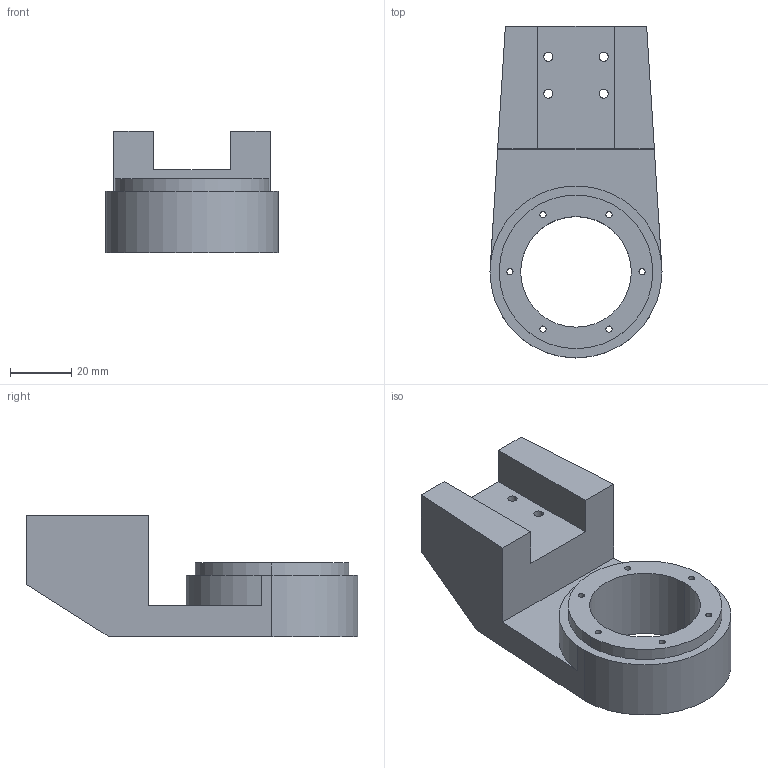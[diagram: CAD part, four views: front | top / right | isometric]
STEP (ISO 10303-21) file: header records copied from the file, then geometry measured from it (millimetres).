
FILE_DESCRIPTION (( 'STEP AP203' ), '1' );
FILE_NAME ('upper leg casin_Default_sldprt.STEP', '2018-09-25T09:41:48', ( '' ), ( '' ), 'SwSTEP 2.0', 'SolidWorks 2017', '' );
FILE_SCHEMA (( 'CONFIG_CONTROL_DESIGN' ));
Length unit declared in the file: millimetre
Products named in the file (1): upper leg casin_Default_sldprt
Bounding box: 56 x 108 x 39.5 mm (x, y, z)
Volume: 88839.2 mm3; surface area: 23620.9 mm2
Topology: 1 solids, 1 shells, 50 faces, 133 edges, 86 vertices
Faces by surface type: cylinder 26, plane 24
Entity records: 1686 total; most frequent: DIRECTION 287, CARTESIAN_POINT 270, ORIENTED_EDGE 266, EDGE_CURVE 133, AXIS2_PLACEMENT_3D 103, VERTEX_POINT 86, VECTOR 81, LINE 81
